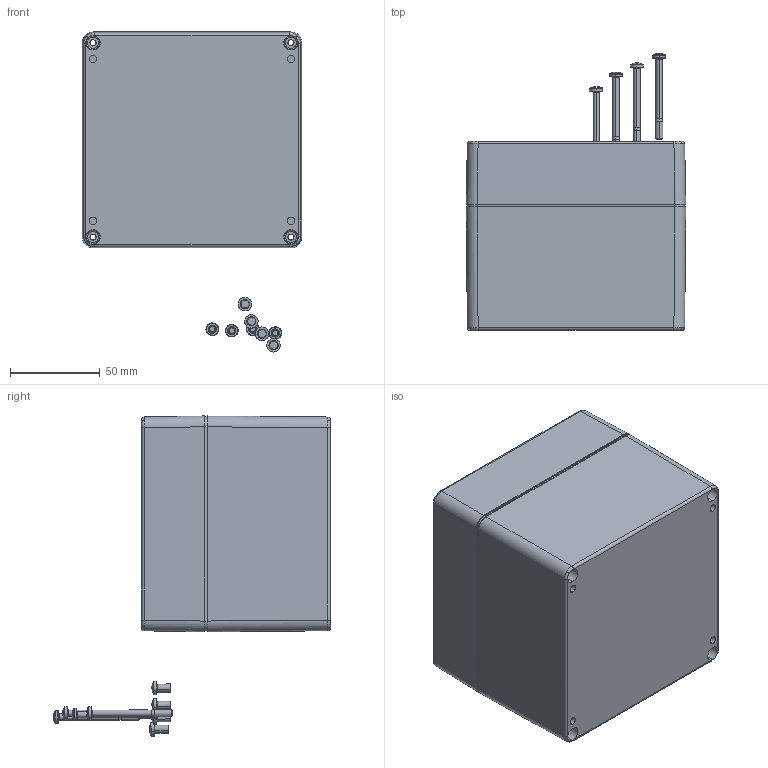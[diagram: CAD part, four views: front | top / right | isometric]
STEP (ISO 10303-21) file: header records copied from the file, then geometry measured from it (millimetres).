
FILE_DESCRIPTION (( 'STEP AP214' ), '1' );
FILE_NAME ('33121211.STEP', '2008-10-01T12:20:27', ( ' ' ), ( '' ), 'SwSTEP 2.0', 'SolidWorks 2008', '' );
FILE_SCHEMA (( 'AUTOMOTIVE_DESIGN' ));
Length unit declared in the file: millimetre
Products named in the file (9): 33121211; 31821_Standard; 51010_Standard; 34822_Standard; 82002_im Deckel eingebaut; 31090-Einpressbuchse_Standard; 93214_WN1442 D4,5x7,8; 5200.013.0_Standard
Assembly tree (17 placements, depth 3):
  33121211
    34822_Standard
    51010_Standard
      5200.013.0_Standard  x4
      93214_WN1442 D4,5x7,8  x4
    31821_Standard
      31090-Einpressbuchse_Standard  x4
      31821_Standard
    82002_im Deckel eingebaut
Bounding box: 122 x 154.03 x 177.9 mm (x, y, z)
Volume: 273222.7 mm3; surface area: 183320.6 mm2
Topology: 15 solids, 15 shells, 1568 faces, 3833 edges, 2329 vertices
Faces by surface type: plane 597, bspline 342, cylinder 279, cone 198, torus 144, sphere 8
Entity records: 45672 total; most frequent: CARTESIAN_POINT 21111, ORIENTED_EDGE 5478, DIRECTION 4526, EDGE_CURVE 2739, AXIS2_PLACEMENT_3D 1724, VERTEX_POINT 1639, EDGE_LOOP 1222, ADVANCED_FACE 1154
